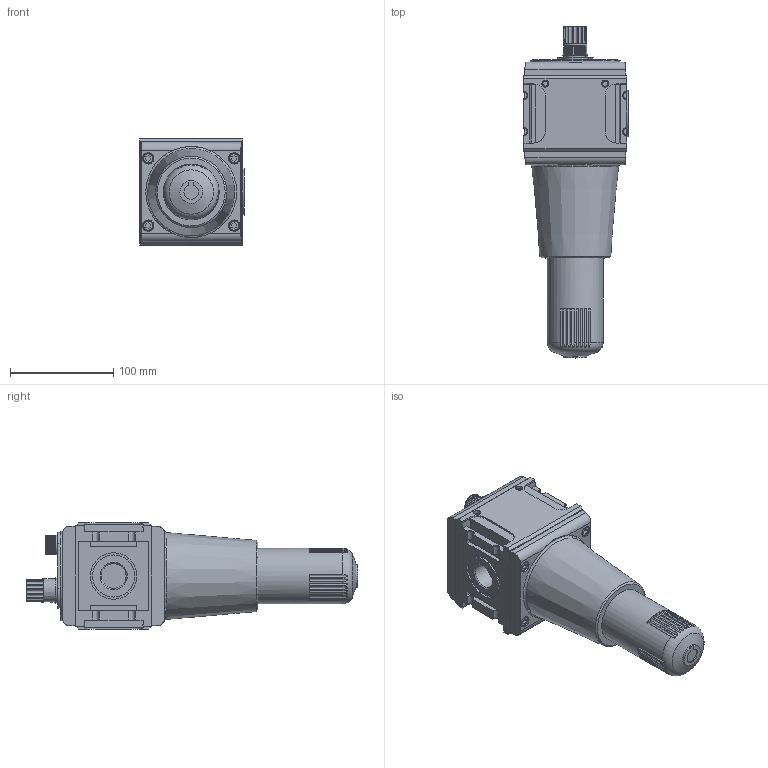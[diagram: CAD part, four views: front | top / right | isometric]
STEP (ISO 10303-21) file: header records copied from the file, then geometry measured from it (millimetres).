
FILE_DESCRIPTION( ( 'STEP AP203' ), '1' );
FILE_NAME( '9_2554_00_000_2_03.stp', ' ', ( ' ' ), ( ' ' ), 'PSStep 15.0.47', 'PARTsolutions', ' ' );
FILE_SCHEMA( ( 'CONFIG_CONTROL_DESIGN' ) );
Length unit declared in the file: millimetre
Products named in the file (3): 9.2554.00.000; _L 54 K-00000-G; _L 54 K--P1
Assembly tree (2 placements, depth 2):
  9.2554.00.000
    _L 54 K-00000-G
    _L 54 K--P1
Bounding box: 101.5 x 322 x 103 mm (x, y, z)
Volume: 1594451.2 mm3; surface area: 118331.7 mm2
Topology: 2 solids, 2 shells, 515 faces, 1357 edges, 899 vertices
Faces by surface type: plane 315, cylinder 153, torus 28, cone 18, sphere 1
Full cylindrical faces by diameter (mm): 4.917 x4, 6.3 x1, 6.7 x4, 10 x9, 11 x8, 11.2 x1, 16 x1, 19 x1, 22 x2, 24.117 x2, 24.5 x1, 36.2 x1, 40.9 x1, 41 x1, 45 x1, 45.1 x1, 54 x1, 87 x1
Entity records: 17271 total; most frequent: CARTESIAN_POINT 4618, DIRECTION 2613, ORIENTED_EDGE 2550, EDGE_CURVE 1275, AXIS2_PLACEMENT_3D 953, VERTEX_POINT 882, LINE 707, VECTOR 707
